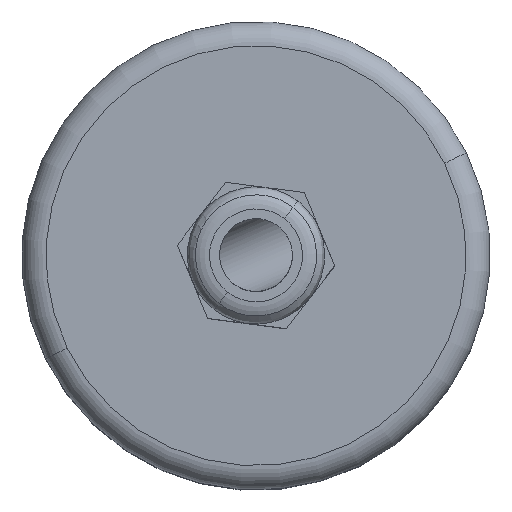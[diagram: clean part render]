
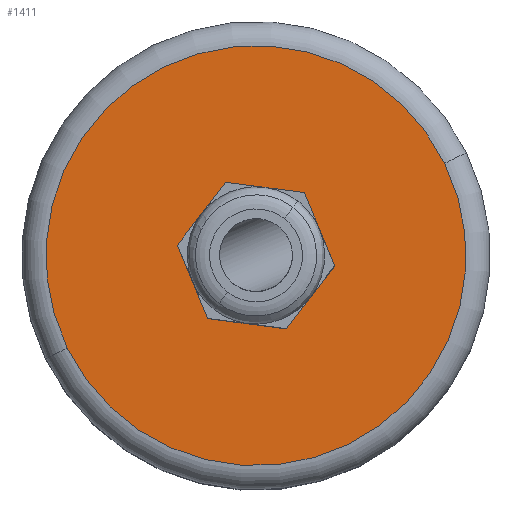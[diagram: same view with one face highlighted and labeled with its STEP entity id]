
A CAD part, top view. The second image highlights one B-rep face of the part: STEP entity #1411.
In plain terms, the highlighted planar face has unit normal (0, 0, 1).
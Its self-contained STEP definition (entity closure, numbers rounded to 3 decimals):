
#178=CARTESIAN_POINT('',(0.,0.,52.));
#179=DIRECTION('',(0.,0.,1.));
#180=DIRECTION('',(-0.898,-0.44,0.));
#181=AXIS2_PLACEMENT_3D('',#178,#179,#180);
#183=CARTESIAN_POINT('',(0.,0.,52.));
#184=DIRECTION('',(0.,0.,1.));
#185=DIRECTION('',(0.898,0.44,0.));
#186=AXIS2_PLACEMENT_3D('',#183,#184,#185);
#188=DIRECTION('',(0.383,-0.924,0.));
#189=VECTOR('',#188,9.815);
#190=CARTESIAN_POINT('',(-9.731,1.281,52.));
#191=LINE('',#190,#189);
#192=DIRECTION('',(0.991,-0.131,0.));
#193=VECTOR('',#192,9.815);
#194=CARTESIAN_POINT('',(-5.975,-7.787,52.));
#195=LINE('',#194,#193);
#196=DIRECTION('',(-0.609,-0.793,0.));
#197=VECTOR('',#196,9.815);
#198=CARTESIAN_POINT('',(9.731,-1.281,52.));
#199=LINE('',#198,#197);
#200=DIRECTION('',(0.383,-0.924,0.));
#201=VECTOR('',#200,9.815);
#202=CARTESIAN_POINT('',(5.975,7.787,52.));
#203=LINE('',#202,#201);
#204=DIRECTION('',(0.991,-0.131,0.));
#205=VECTOR('',#204,9.815);
#206=CARTESIAN_POINT('',(-3.756,9.068,52.));
#207=LINE('',#206,#205);
#208=DIRECTION('',(-0.609,-0.793,0.));
#209=VECTOR('',#208,9.815);
#210=CARTESIAN_POINT('',(-3.756,9.068,52.));
#211=LINE('',#210,#209);
#1039=CARTESIAN_POINT('',(-23.35,-11.436,52.));
#1040=CARTESIAN_POINT('',(23.35,11.436,52.));
#1041=VERTEX_POINT('',#1039);
#1042=VERTEX_POINT('',#1040);
#1124=CARTESIAN_POINT('',(-9.731,1.281,52.));
#1125=CARTESIAN_POINT('',(-5.975,-7.787,52.));
#1126=VERTEX_POINT('',#1124);
#1127=VERTEX_POINT('',#1125);
#1128=CARTESIAN_POINT('',(-3.756,9.068,52.));
#1129=VERTEX_POINT('',#1128);
#1130=CARTESIAN_POINT('',(5.975,7.787,52.));
#1131=VERTEX_POINT('',#1130);
#1132=CARTESIAN_POINT('',(3.756,-9.068,52.));
#1133=VERTEX_POINT('',#1132);
#1134=CARTESIAN_POINT('',(9.731,-1.281,52.));
#1135=VERTEX_POINT('',#1134);
#1388=CARTESIAN_POINT('',(0.,0.,52.));
#1389=DIRECTION('',(0.,0.,-1.));
#1390=DIRECTION('',(0.898,0.44,0.));
#1391=AXIS2_PLACEMENT_3D('',#1388,#1389,#1390);
#1392=PLANE('',#1391);
#1393=ORIENTED_EDGE('',*,*,#1356,.F.);
#1394=ORIENTED_EDGE('',*,*,#1376,.F.);
#1395=EDGE_LOOP('',(#1393,#1394));
#1396=FACE_OUTER_BOUND('',#1395,.F.);
#1398=ORIENTED_EDGE('',*,*,#1397,.T.);
#1400=ORIENTED_EDGE('',*,*,#1399,.T.);
#1402=ORIENTED_EDGE('',*,*,#1401,.F.);
#1404=ORIENTED_EDGE('',*,*,#1403,.F.);
#1406=ORIENTED_EDGE('',*,*,#1405,.F.);
#1408=ORIENTED_EDGE('',*,*,#1407,.T.);
#1409=EDGE_LOOP('',(#1398,#1400,#1402,#1404,#1406,#1408));
#1410=FACE_BOUND('',#1409,.F.);
#1411=ADVANCED_FACE('',(#1396,#1410),#1392,.F.);
#182=CIRCLE('',#181,26.);
#187=CIRCLE('',#186,26.);
#1356=EDGE_CURVE('',#1041,#1042,#182,.T.);
#1376=EDGE_CURVE('',#1042,#1041,#187,.T.);
#1397=EDGE_CURVE('',#1126,#1127,#191,.T.);
#1399=EDGE_CURVE('',#1127,#1133,#195,.T.);
#1401=EDGE_CURVE('',#1135,#1133,#199,.T.);
#1403=EDGE_CURVE('',#1131,#1135,#203,.T.);
#1405=EDGE_CURVE('',#1129,#1131,#207,.T.);
#1407=EDGE_CURVE('',#1129,#1126,#211,.T.);
